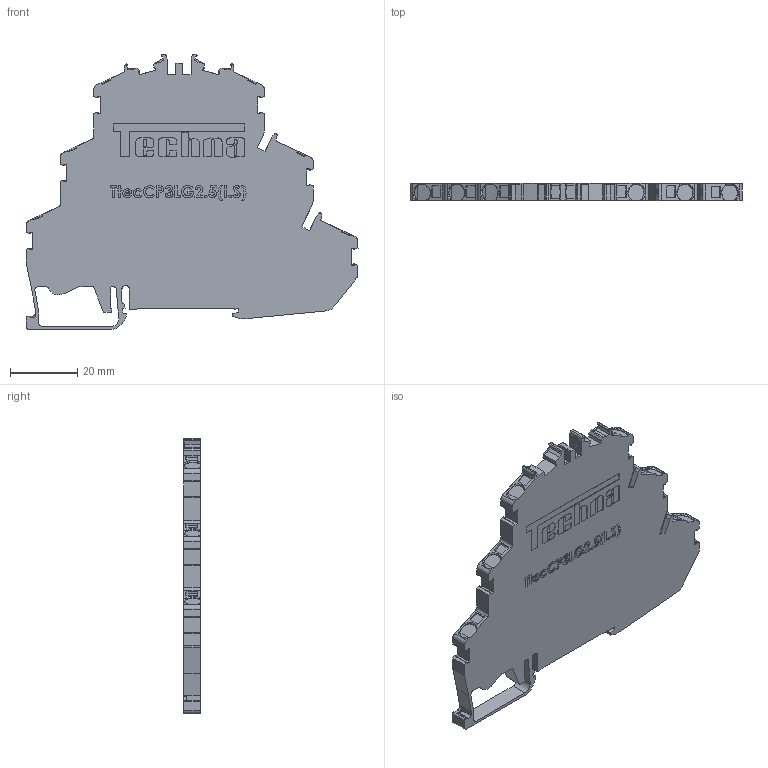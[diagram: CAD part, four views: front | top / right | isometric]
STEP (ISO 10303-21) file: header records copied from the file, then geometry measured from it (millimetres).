
FILE_DESCRIPTION (( 'STEP AP214' ), '1' );
FILE_NAME ('TtecCP3LG2.5(I.S).STEP', '2020-07-01T13:26:32', ( '' ), ( '' ), 'SwSTEP 2.0', 'SolidWorks 2020', '' );
FILE_SCHEMA (( 'AUTOMOTIVE_DESIGN' ));
Length unit declared in the file: millimetre
Products named in the file (1): TtecCP3LG2.5(I.S)
Bounding box: 98.73 x 5 x 81.85 mm (x, y, z)
Volume: 25784.9 mm3; surface area: 13198.8 mm2
Topology: 1 solids, 1 shells, 1228 faces, 3543 edges, 2375 vertices
Faces by surface type: plane 667, cylinder 336, bspline 225
Entity records: 58174 total; most frequent: CARTESIAN_POINT 19704, ORIENTED_EDGE 7086, DIRECTION 5669, EDGE_CURVE 3543, VECTOR 2377, LINE 2377, VERTEX_POINT 2375, AXIS2_PLACEMENT_3D 1646
